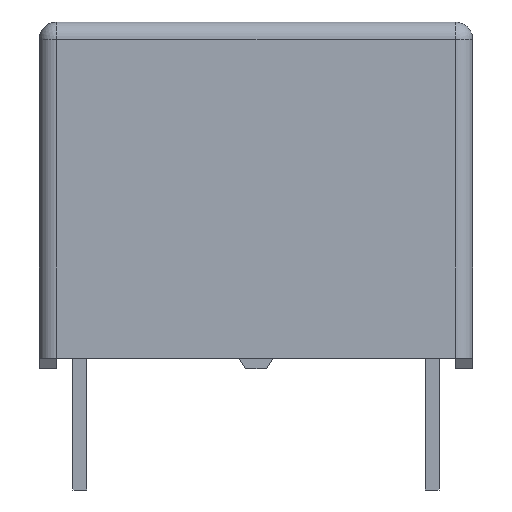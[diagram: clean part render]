
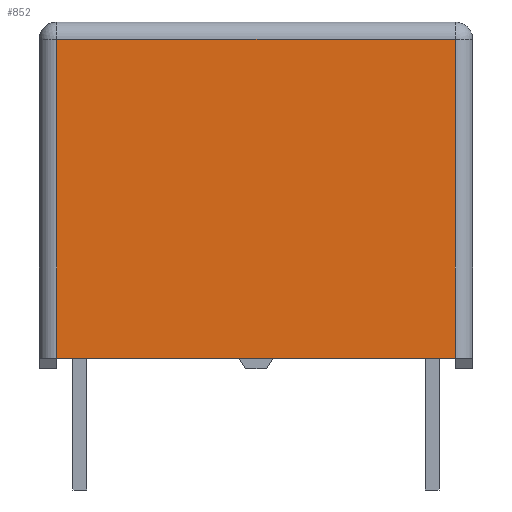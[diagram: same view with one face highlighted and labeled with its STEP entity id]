
A CAD part, left-side view. The second image highlights one B-rep face of the part: STEP entity #852.
In plain terms, the highlighted planar face has unit normal (-1, 0, 0).
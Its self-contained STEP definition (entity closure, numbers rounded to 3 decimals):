
#456=CARTESIAN_POINT('',(-10.0,-5.75,9.5));
#457=VERTEX_POINT('',#456);
#515=CARTESIAN_POINT('',(-10.0,5.75,9.5));
#516=VERTEX_POINT('',#515);
#575=CARTESIAN_POINT('',(-10.0,5.75,0.3));
#576=VERTEX_POINT('',#575);
#584=CARTESIAN_POINT('',(-10.0,5.75,0.3));
#585=DIRECTION('',(0.0,0.0,1.0));
#586=VECTOR('',#585,9.2);
#587=LINE('',#584,#586);
#588=EDGE_CURVE('',#576,#516,#587,.T.);
#606=CARTESIAN_POINT('',(-10.0,5.75,9.5));
#607=DIRECTION('',(0.0,-1.0,0.0));
#608=VECTOR('',#607,11.5);
#609=LINE('',#606,#608);
#610=EDGE_CURVE('',#516,#457,#609,.T.);
#682=CARTESIAN_POINT('',(-10.0,-5.75,0.3));
#683=VERTEX_POINT('',#682);
#700=CARTESIAN_POINT('',(-10.0,-5.75,9.5));
#701=DIRECTION('',(0.0,0.0,-1.0));
#702=VECTOR('',#701,9.2);
#703=LINE('',#700,#702);
#704=EDGE_CURVE('',#457,#683,#703,.T.);
#807=CARTESIAN_POINT('',(-10.0,-5.75,0.3));
#808=DIRECTION('',(0.0,1.0,0.0));
#809=VECTOR('',#808,11.5);
#810=LINE('',#807,#809);
#811=EDGE_CURVE('',#683,#576,#810,.T.);
#841=CARTESIAN_POINT('',(-10.0,-6.25,0.3));
#842=DIRECTION('',(-1.0,0.0,0.0));
#843=DIRECTION('',(0.0,0.0,1.0));
#844=AXIS2_PLACEMENT_3D('',#841,#842,#843);
#845=PLANE('',#844);
#846=ORIENTED_EDGE('',*,*,#588,.F.);
#847=ORIENTED_EDGE('',*,*,#811,.F.);
#848=ORIENTED_EDGE('',*,*,#704,.F.);
#849=ORIENTED_EDGE('',*,*,#610,.F.);
#850=EDGE_LOOP('',(#846,#847,#848,#849));
#851=FACE_OUTER_BOUND('',#850,.T.);
#852=ADVANCED_FACE('',(#851),#845,.T.);
